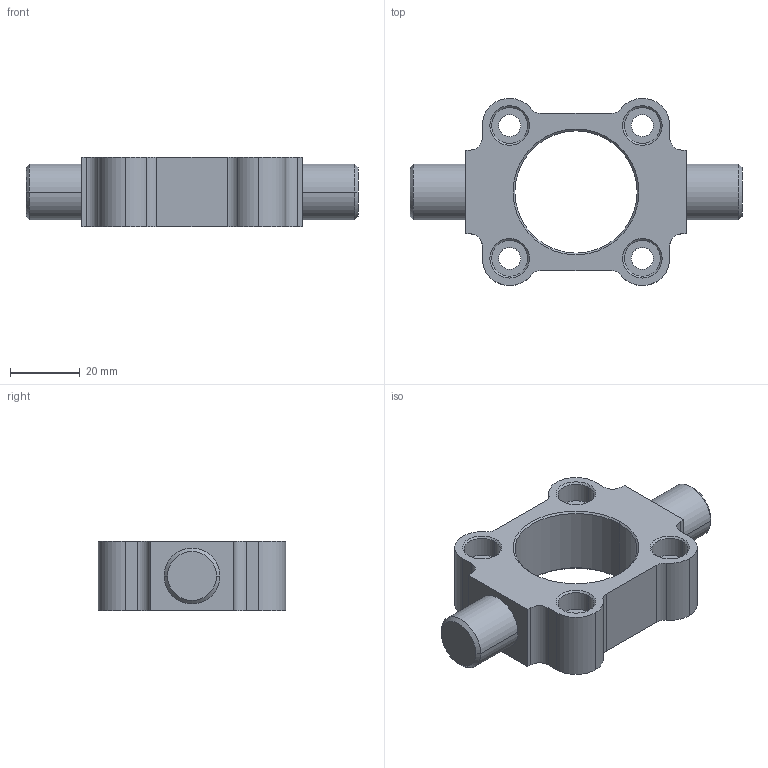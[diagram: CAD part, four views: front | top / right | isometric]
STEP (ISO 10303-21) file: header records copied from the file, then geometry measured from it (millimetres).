
FILE_DESCRIPTION (( 'STEP AP214' ), '1' );
FILE_NAME ('XCBF-040.STEP', '2005-09-06T07:34:55', ( 'luigip' ), ( '' ), 'SwSTEP 2.0', 'SolidWorks 2005143', '' );
FILE_SCHEMA (( 'AUTOMOTIVE_DESIGN' ));
Length unit declared in the file: millimetre
Products named in the file (1): XCBF-040
Bounding box: 95 x 53.6 x 20 mm (x, y, z)
Volume: 39646.7 mm3; surface area: 13390.1 mm2
Topology: 1 solids, 1 shells, 74 faces, 182 edges, 116 vertices
Faces by surface type: cylinder 38, plane 20, cone 16
Entity records: 2253 total; most frequent: DIRECTION 424, CARTESIAN_POINT 373, ORIENTED_EDGE 364, EDGE_CURVE 182, AXIS2_PLACEMENT_3D 167, VERTEX_POINT 116, CIRCLE 92, EDGE_LOOP 90
